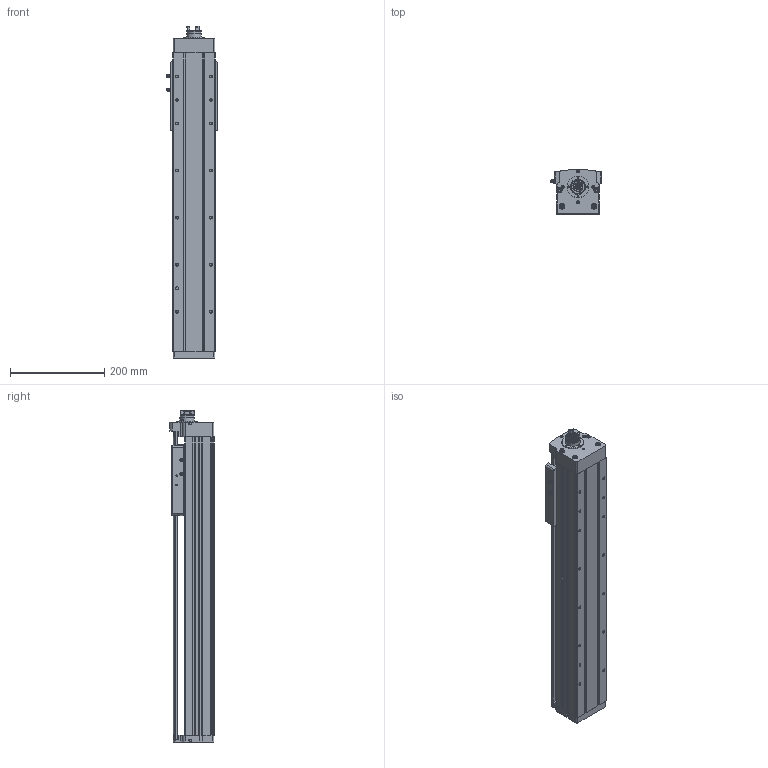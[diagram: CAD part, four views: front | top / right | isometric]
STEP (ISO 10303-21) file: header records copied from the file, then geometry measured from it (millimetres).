
FILE_DESCRIPTION(/* description */ ('STEP AP214'),/* implementation_level */ '2;1');
FILE_NAME(/* name */ '8124408_ELGT-BS-90-450-10P',/* time_stamp */ '2024-08-27T21:50:43+02:00',/* author */ ('License CC BY-ND 4.0'),/* organization */ ('CADENAS'),/* preprocessor_version */ 'ST-DEVELOPER v19.3',/* originating_system */ 'PARTsolutions',/* authorisation */ ' ');
FILE_SCHEMA (('AUTOMOTIVE_DESIGN {1 0 10303 214 3 1 1}'));
Length unit declared in the file: millimetre
Products named in the file (7): 8124408 ELGT-BS-90-450-10P---(0_high); 8121224 ELGT-BS-90-450--(high_h); 8121224 ELGT-BS-90---(high_0_s); 8125442 ELGT-M6X0,75; 8141996 EAMC-30-GB16-D12x10-A; ISO 14580 M5x12; DIN-912 - M4x12(F)
Assembly tree (7 placements, depth 2):
  8124408 ELGT-BS-90-450-10P---(0_high)
    8121224 ELGT-BS-90-450--(high_h)
    8121224 ELGT-BS-90---(high_0_s)
    8125442 ELGT-M6X0,75  x2
    8141996 EAMC-30-GB16-D12x10-A
    ISO 14580 M5x12
    DIN-912 - M4x12(F)
Bounding box: 108.4 x 94.28 x 705.9 mm (x, y, z)
Volume: 3119654.9 mm3; surface area: 586510.1 mm2
Topology: 7 solids, 7 shells, 892 faces, 2296 edges, 1469 vertices
Faces by surface type: plane 389, cylinder 324, cone 147, torus 32
Full cylindrical faces by diameter (mm): 2.459 x4, 3.242 x1, 4 x6, 4.134 x1, 4.5 x1, 4.51 x1, 4.917 x24, 5 x5, 5.188 x2, 6 x2, 7 x1, 7.4 x1, 8.38 x4, 8.5 x8, 9 x4, 10 x4, 10.5 x4, 11 x4, 12 x1, 33 x1, 46 x1
Entity records: 28955 total; most frequent: CARTESIAN_POINT 4666, DIRECTION 4356, ORIENTED_EDGE 3906, EDGE_CURVE 1953, AXIS2_PLACEMENT_3D 1640, VERTEX_POINT 1396, FACE_BOUND 1169, EDGE_LOOP 1129
